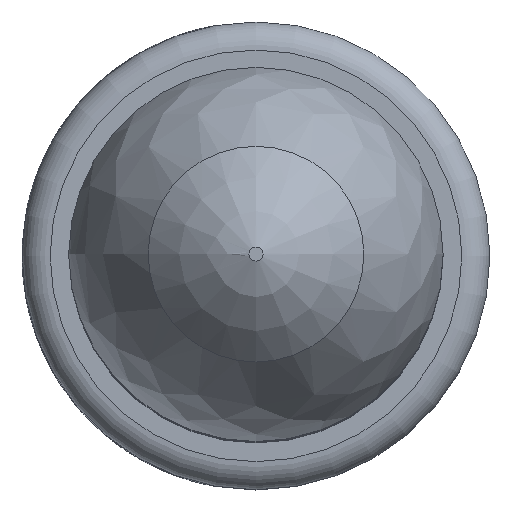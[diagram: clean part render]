
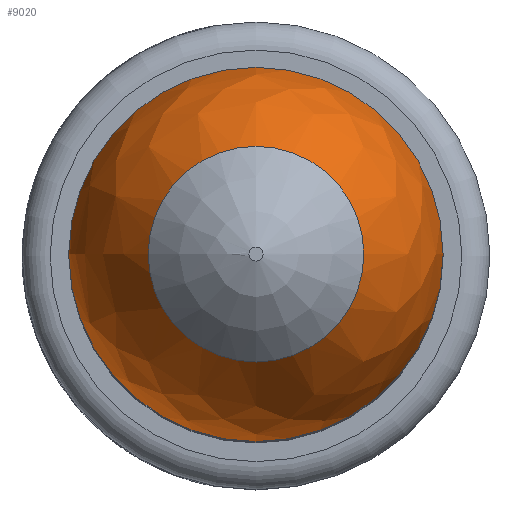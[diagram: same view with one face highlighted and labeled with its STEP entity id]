
A CAD part, top view. The second image highlights one B-rep face of the part: STEP entity #9020.
In plain terms, the highlighted free-form (B-spline) face has degree [3, 3] with [4, 19] control points.
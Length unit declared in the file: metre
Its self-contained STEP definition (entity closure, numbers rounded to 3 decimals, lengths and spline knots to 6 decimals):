
#718=B_SPLINE_SURFACE_WITH_KNOTS('',3,3,((#17371,#17372,#17373,#17374,#17375,
#17376,#17377,#17378,#17379,#17380,#17381,#17382,#17383,#17384,#17385,#17386,
#17387,#17388,#17389),(#17390,#17391,#17392,#17393,#17394,#17395,#17396,
#17397,#17398,#17399,#17400,#17401,#17402,#17403,#17404,#17405,#17406,#17407,
#17408),(#17409,#17410,#17411,#17412,#17413,#17414,#17415,#17416,#17417,
#17418,#17419,#17420,#17421,#17422,#17423,#17424,#17425,#17426,#17427),
(#17428,#17429,#17430,#17431,#17432,#17433,#17434,#17435,#17436,#17437,
#17438,#17439,#17440,#17441,#17442,#17443,#17444,#17445,#17446)),
 .UNSPECIFIED.,.F.,.T.,.F.,(4,4),(1,1,1,1,1,1,1,1,1,1,1,1,1,1,1,1,1,1,1,
1,1,1,1),(0.,0.634348),(-1.178097,-0.785398,-0.392699,
0.,0.392699,0.785398,1.178097,1.570796,
1.963495,2.356194,2.748894,3.141593,3.534292,
3.926991,4.31969,4.712389,5.105088,5.497787,
5.890486,6.283185,6.675884,7.068583,7.461283),
 .UNSPECIFIED.);
#4735=ORIENTED_EDGE('',*,*,#6067,.T.);
#4736=ORIENTED_EDGE('',*,*,#6068,.F.);
#6067=EDGE_CURVE('',#6965,#6965,#7211,.T.);
#6068=EDGE_CURVE('',#6966,#6966,#7212,.T.);
#6965=VERTEX_POINT('',#17370);
#6966=VERTEX_POINT('',#17448);
#7211=CIRCLE('',#9674,0.011529);
#7212=CIRCLE('',#9675,0.02);
#7802=EDGE_LOOP('',(#4735));
#7803=EDGE_LOOP('',(#4736));
#8398=FACE_BOUND('',#7802,.T.);
#8399=FACE_BOUND('',#7803,.T.);
#9020=ADVANCED_FACE('',(#8398,#8399),#718,.T.);
#9674=AXIS2_PLACEMENT_3D('',#17369,#11425,#11426);
#9675=AXIS2_PLACEMENT_3D('',#17447,#11427,#11428);
#11425=DIRECTION('',(0.,0.,-1.));
#11426=DIRECTION('',(-1.,0.,0.));
#11427=DIRECTION('',(0.,0.,-1.));
#11428=DIRECTION('',(-1.,0.,0.));
#17369=CARTESIAN_POINT('',(0.,0.,0.1175));
#17370=CARTESIAN_POINT('',(-0.011529,0.,0.1175));
#17371=CARTESIAN_POINT('',(-0.018959,-0.007853,0.098));
#17372=CARTESIAN_POINT('',(-0.020521,0.,0.098));
#17373=CARTESIAN_POINT('',(-0.018959,0.007853,0.098));
#17374=CARTESIAN_POINT('',(-0.01451,0.01451,0.098));
#17375=CARTESIAN_POINT('',(-0.007853,0.018959,0.098));
#17376=CARTESIAN_POINT('',(0.,0.020521,0.098));
#17377=CARTESIAN_POINT('',(0.007853,0.018959,0.098));
#17378=CARTESIAN_POINT('',(0.01451,0.01451,0.098));
#17379=CARTESIAN_POINT('',(0.018959,0.007853,0.098));
#17380=CARTESIAN_POINT('',(0.020521,0.,0.098));
#17381=CARTESIAN_POINT('',(0.018959,-0.007853,0.098));
#17382=CARTESIAN_POINT('',(0.01451,-0.01451,0.098));
#17383=CARTESIAN_POINT('',(0.007853,-0.018959,0.098));
#17384=CARTESIAN_POINT('',(0.,-0.020521,0.098));
#17385=CARTESIAN_POINT('',(-0.007853,-0.018959,0.098));
#17386=CARTESIAN_POINT('',(-0.01451,-0.01451,0.098));
#17387=CARTESIAN_POINT('',(-0.018959,-0.007853,0.098));
#17388=CARTESIAN_POINT('',(-0.020521,0.,0.098));
#17389=CARTESIAN_POINT('',(-0.018959,0.007853,0.098));
#17390=CARTESIAN_POINT('',(-0.019432,-0.008049,0.102186));
#17391=CARTESIAN_POINT('',(-0.021034,0.,0.102186));
#17392=CARTESIAN_POINT('',(-0.019432,0.008049,0.102186));
#17393=CARTESIAN_POINT('',(-0.014873,0.014873,0.102186));
#17394=CARTESIAN_POINT('',(-0.008049,0.019432,0.102186));
#17395=CARTESIAN_POINT('',(0.,0.021034,0.102186));
#17396=CARTESIAN_POINT('',(0.008049,0.019432,0.102186));
#17397=CARTESIAN_POINT('',(0.014873,0.014873,0.102186));
#17398=CARTESIAN_POINT('',(0.019432,0.008049,0.102186));
#17399=CARTESIAN_POINT('',(0.021034,0.,0.102186));
#17400=CARTESIAN_POINT('',(0.019432,-0.008049,0.102186));
#17401=CARTESIAN_POINT('',(0.014873,-0.014873,0.102186));
#17402=CARTESIAN_POINT('',(0.008049,-0.019432,0.102186));
#17403=CARTESIAN_POINT('',(0.,-0.021034,0.102186));
#17404=CARTESIAN_POINT('',(-0.008049,-0.019432,0.102186));
#17405=CARTESIAN_POINT('',(-0.014873,-0.014873,0.102186));
#17406=CARTESIAN_POINT('',(-0.019432,-0.008049,0.102186));
#17407=CARTESIAN_POINT('',(-0.021034,0.,0.102186));
#17408=CARTESIAN_POINT('',(-0.019432,0.008049,0.102186));
#17409=CARTESIAN_POINT('',(-0.016058,-0.006651,0.111024));
#17410=CARTESIAN_POINT('',(-0.017381,0.,0.111024));
#17411=CARTESIAN_POINT('',(-0.016058,0.006651,0.111024));
#17412=CARTESIAN_POINT('',(-0.01229,0.01229,0.111024));
#17413=CARTESIAN_POINT('',(-0.006651,0.016058,0.111024));
#17414=CARTESIAN_POINT('',(0.,0.017381,0.111024));
#17415=CARTESIAN_POINT('',(0.006651,0.016058,0.111024));
#17416=CARTESIAN_POINT('',(0.01229,0.01229,0.111024));
#17417=CARTESIAN_POINT('',(0.016058,0.006651,0.111024));
#17418=CARTESIAN_POINT('',(0.017381,0.,0.111024));
#17419=CARTESIAN_POINT('',(0.016058,-0.006651,0.111024));
#17420=CARTESIAN_POINT('',(0.01229,-0.01229,0.111024));
#17421=CARTESIAN_POINT('',(0.006651,-0.016058,0.111024));
#17422=CARTESIAN_POINT('',(0.,-0.017381,0.111024));
#17423=CARTESIAN_POINT('',(-0.006651,-0.016058,0.111024));
#17424=CARTESIAN_POINT('',(-0.01229,-0.01229,0.111024));
#17425=CARTESIAN_POINT('',(-0.016058,-0.006651,0.111024));
#17426=CARTESIAN_POINT('',(-0.017381,0.,0.111024));
#17427=CARTESIAN_POINT('',(-0.016058,0.006651,0.111024));
#17428=CARTESIAN_POINT('',(-0.010929,-0.004527,0.1175));
#17429=CARTESIAN_POINT('',(-0.011829,0.,0.1175));
#17430=CARTESIAN_POINT('',(-0.010929,0.004527,0.1175));
#17431=CARTESIAN_POINT('',(-0.008364,0.008364,0.1175));
#17432=CARTESIAN_POINT('',(-0.004527,0.010929,0.1175));
#17433=CARTESIAN_POINT('',(0.,0.011829,0.1175));
#17434=CARTESIAN_POINT('',(0.004527,0.010929,0.1175));
#17435=CARTESIAN_POINT('',(0.008364,0.008364,0.1175));
#17436=CARTESIAN_POINT('',(0.010929,0.004527,0.1175));
#17437=CARTESIAN_POINT('',(0.011829,0.,0.1175));
#17438=CARTESIAN_POINT('',(0.010929,-0.004527,0.1175));
#17439=CARTESIAN_POINT('',(0.008364,-0.008364,0.1175));
#17440=CARTESIAN_POINT('',(0.004527,-0.010929,0.1175));
#17441=CARTESIAN_POINT('',(0.,-0.011829,0.1175));
#17442=CARTESIAN_POINT('',(-0.004527,-0.010929,0.1175));
#17443=CARTESIAN_POINT('',(-0.008364,-0.008364,0.1175));
#17444=CARTESIAN_POINT('',(-0.010929,-0.004527,0.1175));
#17445=CARTESIAN_POINT('',(-0.011829,0.,0.1175));
#17446=CARTESIAN_POINT('',(-0.010929,0.004527,0.1175));
#17447=CARTESIAN_POINT('',(0.,0.,0.098));
#17448=CARTESIAN_POINT('',(-0.02,0.,0.098));
